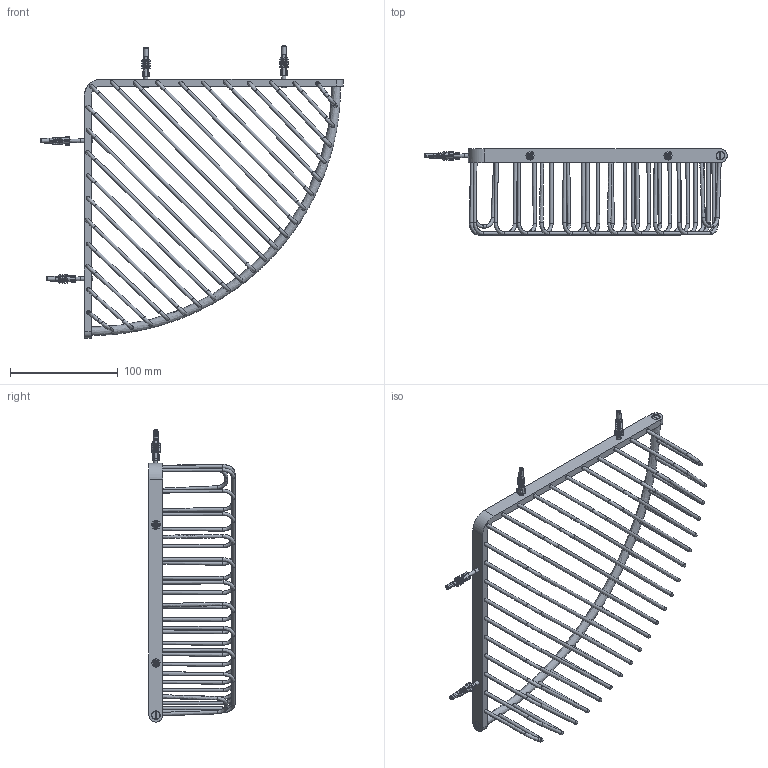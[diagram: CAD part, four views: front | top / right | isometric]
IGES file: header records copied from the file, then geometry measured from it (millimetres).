
Global section: file name: N151-GXL; native system: Autodesk Inventor 2018; preprocessor: unknown; author: aduggalther; date: 20171018.111205; units: millimetre
Bounding box: 280.44 x 79.8 x 270.92 mm (x, y, z)
Volume: 101736.6 mm3; surface area: 93280.1 mm2
Topology: 33 solids, 33 shells, 1170 faces, 3364 edges, 2234 vertices
Faces by surface type: bspline 1170
